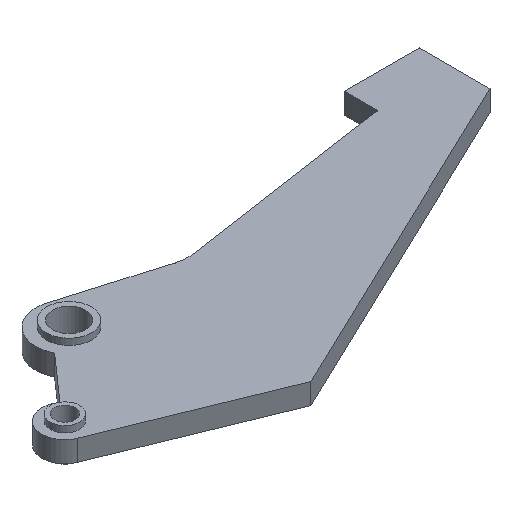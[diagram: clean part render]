
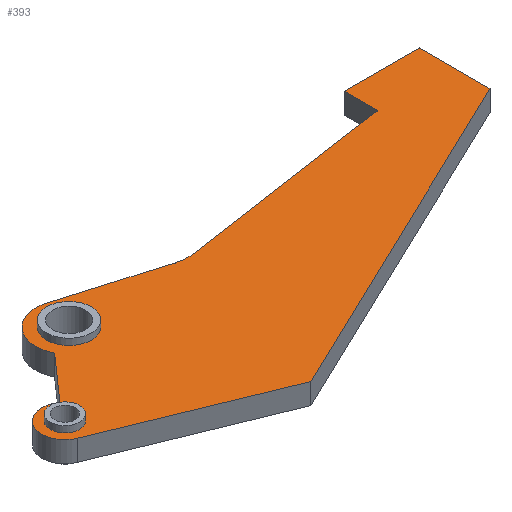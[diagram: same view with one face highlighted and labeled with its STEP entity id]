
A CAD part, isometric view. The second image highlights one B-rep face of the part: STEP entity #393.
In plain terms, the highlighted planar face has unit normal (0, 0, 1).
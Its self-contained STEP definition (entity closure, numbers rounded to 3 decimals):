
#21=FACE_BOUND('',#89,.T.);
#22=FACE_BOUND('',#90,.T.);
#36=PLANE('',#448);
#59=FACE_OUTER_BOUND('',#88,.T.);
#88=EDGE_LOOP('',(#349,#350,#351,#352,#353,#354,#355,#356,#357,#358,#359));
#89=EDGE_LOOP('',(#360));
#90=EDGE_LOOP('',(#361));
#93=LINE('',#578,#126);
#110=LINE('',#644,#143);
#113=LINE('',#651,#146);
#114=LINE('',#654,#147);
#116=LINE('',#658,#149);
#118=LINE('',#662,#151);
#120=LINE('',#666,#153);
#122=LINE('',#670,#155);
#126=VECTOR('',#461,54.372);
#143=VECTOR('',#530,14.551);
#146=VECTOR('',#539,27.062);
#147=VECTOR('',#542,8.);
#149=VECTOR('',#546,18.);
#151=VECTOR('',#550,16.961);
#153=VECTOR('',#554,91.245);
#155=VECTOR('',#558,42.951);
#157=CIRCLE('',#409,10.);
#160=CIRCLE('',#414,3.5);
#166=CIRCLE('',#425,5.4);
#173=CIRCLE('',#439,8.);
#174=CIRCLE('',#447,5.5);
#175=VERTEX_POINT('',#568);
#176=VERTEX_POINT('',#569);
#179=VERTEX_POINT('',#577);
#182=VERTEX_POINT('',#585);
#188=VERTEX_POINT('',#605);
#201=VERTEX_POINT('',#641);
#202=VERTEX_POINT('',#643);
#203=VERTEX_POINT('',#647);
#204=VERTEX_POINT('',#653);
#205=VERTEX_POINT('',#657);
#206=VERTEX_POINT('',#661);
#207=VERTEX_POINT('',#665);
#208=VERTEX_POINT('',#669);
#209=EDGE_CURVE('',#175,#176,#157,.T.);
#213=EDGE_CURVE('',#179,#176,#93,.T.);
#218=EDGE_CURVE('',#182,#182,#160,.T.);
#227=EDGE_CURVE('',#188,#188,#166,.T.);
#244=EDGE_CURVE('',#202,#201,#110,.T.);
#246=EDGE_CURVE('',#203,#202,#173,.T.);
#248=EDGE_CURVE('',#175,#203,#113,.T.);
#249=EDGE_CURVE('',#204,#179,#114,.T.);
#251=EDGE_CURVE('',#205,#204,#116,.T.);
#253=EDGE_CURVE('',#206,#205,#118,.T.);
#255=EDGE_CURVE('',#207,#206,#120,.T.);
#257=EDGE_CURVE('',#208,#207,#122,.T.);
#259=EDGE_CURVE('',#201,#208,#174,.T.);
#349=ORIENTED_EDGE('',*,*,#259,.T.);
#350=ORIENTED_EDGE('',*,*,#257,.T.);
#351=ORIENTED_EDGE('',*,*,#255,.T.);
#352=ORIENTED_EDGE('',*,*,#253,.T.);
#353=ORIENTED_EDGE('',*,*,#251,.T.);
#354=ORIENTED_EDGE('',*,*,#249,.T.);
#355=ORIENTED_EDGE('',*,*,#213,.T.);
#356=ORIENTED_EDGE('',*,*,#209,.F.);
#357=ORIENTED_EDGE('',*,*,#248,.T.);
#358=ORIENTED_EDGE('',*,*,#246,.T.);
#359=ORIENTED_EDGE('',*,*,#244,.T.);
#360=ORIENTED_EDGE('',*,*,#227,.T.);
#361=ORIENTED_EDGE('',*,*,#218,.T.);
#393=ADVANCED_FACE('',(#59,#21,#22),#36,.F.);
#409=AXIS2_PLACEMENT_3D('',#570,#453,#454);
#414=AXIS2_PLACEMENT_3D('',#587,#469,#470);
#425=AXIS2_PLACEMENT_3D('',#607,#494,#495);
#439=AXIS2_PLACEMENT_3D('',#648,#534,#535);
#447=AXIS2_PLACEMENT_3D('',#673,#562,#563);
#448=AXIS2_PLACEMENT_3D('',#674,#564,#565);
#453=DIRECTION('center_axis',(0.,0.,
1.));
#454=DIRECTION('ref_axis',(-0.07,-0.998,0.));
#461=DIRECTION('',(-0.989,-0.147,0.));
#469=DIRECTION('center_axis',(0.,0.,
-1.));
#470=DIRECTION('ref_axis',(0.,-1.,0.));
#494=DIRECTION('center_axis',(0.,0.,
-1.));
#495=DIRECTION('ref_axis',(0.,-1.,0.));
#530=DIRECTION('',(-0.662,-0.749,0.));
#534=DIRECTION('center_axis',(0.,0.,
1.));
#535=DIRECTION('ref_axis',(-0.283,-0.959,0.));
#539=DIRECTION('',(-0.959,0.283,0.));
#542=DIRECTION('',(0.,-1.,0.));
#546=DIRECTION('',(-1.,0.,0.));
#550=DIRECTION('',(0.,1.,0.));
#554=DIRECTION('',(0.902,0.431,0.));
#558=DIRECTION('',(0.926,-0.378,0.));
#562=DIRECTION('center_axis',(0.,0.,
1.));
#563=DIRECTION('ref_axis',(-0.591,-0.807,0.));
#564=DIRECTION('center_axis',(0.,0.,
-1.));
#565=DIRECTION('ref_axis',(1.,0.,0.));
#568=CARTESIAN_POINT('',(-73.9,-15.373,5.));
#569=CARTESIAN_POINT('',(-69.594,-15.675,5.));
#570=CARTESIAN_POINT('Origin',(-71.065,-5.784,5.));
#577=CARTESIAN_POINT('',(-18.,-8.,5.));
#578=CARTESIAN_POINT('',(-71.781,-16.,5.));
#585=CARTESIAN_POINT('',(-120.,-31.5,5.));
#587=CARTESIAN_POINT('Origin',(-120.,-35.,5.));
#605=CARTESIAN_POINT('',(-100.,-10.6,5.));
#607=CARTESIAN_POINT('Origin',(-100.,-16.,5.));
#641=CARTESIAN_POINT('',(-116.748,-30.564,5.));
#643=CARTESIAN_POINT('',(-107.114,-19.659,5.));
#644=CARTESIAN_POINT('',(-116.748,-30.564,5.));
#647=CARTESIAN_POINT('',(-97.732,-8.328,5.));
#648=CARTESIAN_POINT('Origin',(-100.,-16.,5.));
#651=CARTESIAN_POINT('',(-97.732,-8.328,5.));
#653=CARTESIAN_POINT('',(-18.,0.,5.));
#654=CARTESIAN_POINT('',(-18.,-8.,5.));
#657=CARTESIAN_POINT('',(0.,0.,5.));
#658=CARTESIAN_POINT('',(-18.,0.,5.));
#661=CARTESIAN_POINT('',(0.,-16.961,5.));
#662=CARTESIAN_POINT('',(0.,0.,5.));
#665=CARTESIAN_POINT('',(-82.316,-56.328,5.));
#666=CARTESIAN_POINT('',(0.,-16.961,5.));
#669=CARTESIAN_POINT('',(-122.079,-40.092,5.));
#670=CARTESIAN_POINT('',(-82.316,-56.328,5.));
#673=CARTESIAN_POINT('Origin',(-120.,-35.,5.));
#674=CARTESIAN_POINT('Origin',(-59.771,-25.146,5.));
